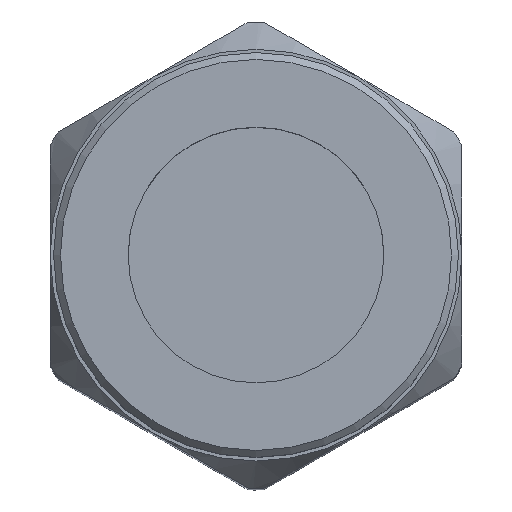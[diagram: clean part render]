
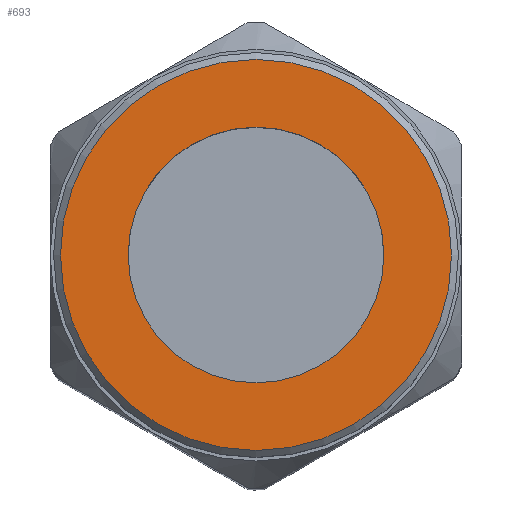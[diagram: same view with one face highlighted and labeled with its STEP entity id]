
A CAD part, top view. The second image highlights one B-rep face of the part: STEP entity #693.
In plain terms, the highlighted planar face has unit normal (0, 0, 1).
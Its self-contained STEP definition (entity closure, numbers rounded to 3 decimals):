
#68=PLANE('',#738);
#100=ORIENTED_EDGE('',*,*,#230,.F.);
#101=ORIENTED_EDGE('',*,*,#228,.T.);
#228=EDGE_CURVE('',#295,#295,#338,.T.);
#230=EDGE_CURVE('',#297,#297,#340,.T.);
#295=VERTEX_POINT('',#941);
#297=VERTEX_POINT('',#946);
#338=CIRCLE('',#731,9.316);
#340=CIRCLE('',#734,14.25);
#375=EDGE_LOOP('',(#100));
#376=EDGE_LOOP('',(#101));
#415=FACE_BOUND('',#375,.T.);
#416=FACE_BOUND('',#376,.T.);
#693=ADVANCED_FACE('',(#415,#416),#68,.F.);
#731=AXIS2_PLACEMENT_3D('',#940,#801,#802);
#734=AXIS2_PLACEMENT_3D('',#945,#807,#808);
#738=AXIS2_PLACEMENT_3D('',#952,#815,#816);
#801=DIRECTION('',(0.,0.,-1.));
#802=DIRECTION('',(1.,0.,0.));
#807=DIRECTION('',(0.,0.,-1.));
#808=DIRECTION('',(-1.,0.,0.));
#815=DIRECTION('',(0.,0.,-1.));
#816=DIRECTION('',(-1.,0.,0.));
#940=CARTESIAN_POINT('',(0.,0.,77.));
#941=CARTESIAN_POINT('',(9.315,0.,77.));
#945=CARTESIAN_POINT('',(0.,0.,77.));
#946=CARTESIAN_POINT('',(-14.25,0.,77.));
#952=CARTESIAN_POINT('',(0.,0.,77.));
